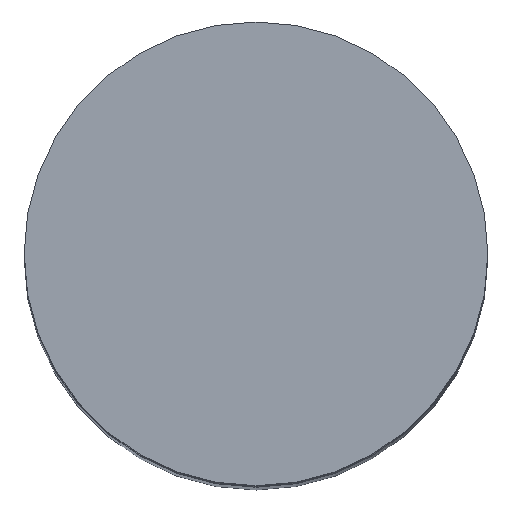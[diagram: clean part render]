
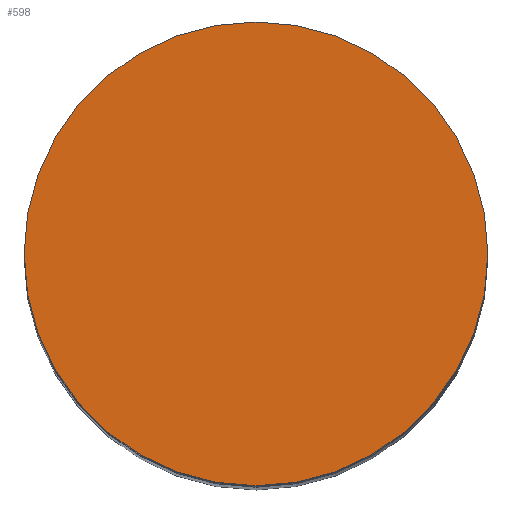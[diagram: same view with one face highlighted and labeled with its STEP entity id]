
A CAD part, top view. The second image highlights one B-rep face of the part: STEP entity #598.
In plain terms, the highlighted planar face has unit normal (0, 0, 1).
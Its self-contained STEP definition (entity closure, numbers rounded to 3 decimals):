
#168=CARTESIAN_POINT('',(0.,0.,65.));
#169=DIRECTION('',(0.,0.,1.));
#170=DIRECTION('',(1.,0.,0.));
#171=AXIS2_PLACEMENT_3D('',#168,#169,#170);
#173=CARTESIAN_POINT('',(0.,0.,65.));
#174=DIRECTION('',(0.,0.,1.));
#175=DIRECTION('',(-1.,0.,0.));
#176=AXIS2_PLACEMENT_3D('',#173,#174,#175);
#218=CARTESIAN_POINT('',(6.,0.,65.));
#219=CARTESIAN_POINT('',(-6.,0.,65.));
#220=VERTEX_POINT('',#218);
#221=VERTEX_POINT('',#219);
#589=CARTESIAN_POINT('',(0.,0.,65.));
#590=DIRECTION('',(0.,0.,1.));
#591=DIRECTION('',(1.,0.,0.));
#592=AXIS2_PLACEMENT_3D('',#589,#590,#591);
#593=PLANE('',#592);
#594=ORIENTED_EDGE('',*,*,#545,.F.);
#595=ORIENTED_EDGE('',*,*,#571,.F.);
#596=EDGE_LOOP('',(#594,#595));
#597=FACE_OUTER_BOUND('',#596,.F.);
#598=ADVANCED_FACE('',(#597),#593,.T.);
#172=CIRCLE('',#171,6.);
#177=CIRCLE('',#176,6.);
#545=EDGE_CURVE('',#220,#221,#172,.T.);
#571=EDGE_CURVE('',#221,#220,#177,.T.);
